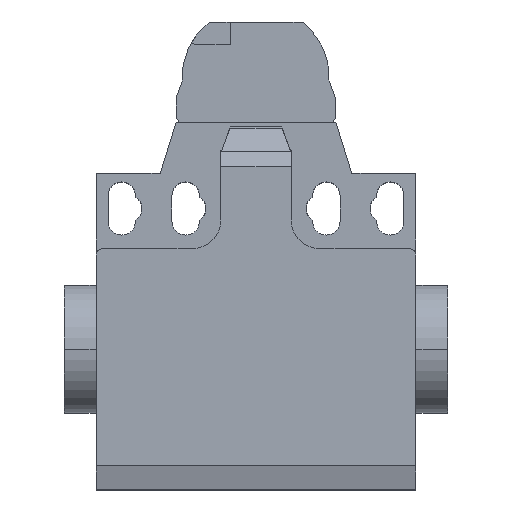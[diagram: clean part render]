
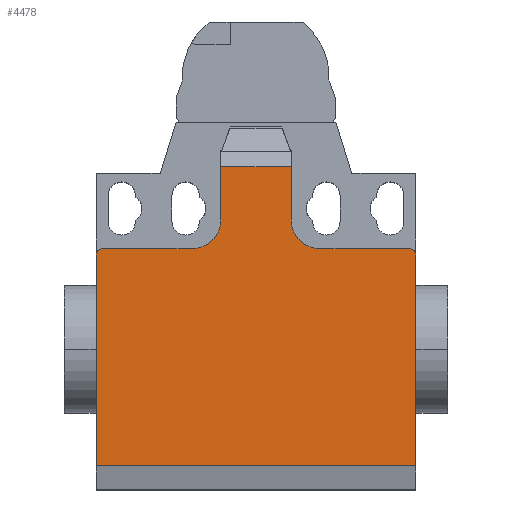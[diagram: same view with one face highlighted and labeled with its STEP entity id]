
A CAD part, top view. The second image highlights one B-rep face of the part: STEP entity #4478.
In plain terms, the highlighted planar face has unit normal (0, 0, 1).
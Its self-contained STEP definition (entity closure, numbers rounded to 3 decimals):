
#1432=CARTESIAN_POINT('',(50.,36.7,30.));
#1433=VERTEX_POINT('',#1432);
#1434=CARTESIAN_POINT('',(50.,4.9,30.0));
#1435=VERTEX_POINT('',#1434);
#1436=CARTESIAN_POINT('',(50.,36.7,30.));
#1437=DIRECTION('',(0.0,-1.0,0.0));
#1438=VECTOR('',#1437,31.8);
#1439=LINE('',#1436,#1438);
#1440=EDGE_CURVE('',#1433,#1435,#1439,.T.);
#1502=CARTESIAN_POINT('',(49.,37.7,30.));
#1503=VERTEX_POINT('',#1502);
#1510=CARTESIAN_POINT('',(49.,36.7,30.));
#1511=DIRECTION('',(0.0,0.0,1.0));
#1512=DIRECTION('',(0.0,-1.0,0.0));
#1513=AXIS2_PLACEMENT_3D('',#1510,#1511,#1512);
#1514=CIRCLE('',#1513,1.0);
#1515=EDGE_CURVE('',#1433,#1503,#1514,.T.);
#1656=CARTESIAN_POINT('',(35.,37.7,30.));
#1657=VERTEX_POINT('',#1656);
#1664=CARTESIAN_POINT('',(35.,37.7,30.));
#1665=DIRECTION('',(1.0,0.0,0.0));
#1666=VECTOR('',#1665,14.);
#1667=LINE('',#1664,#1666);
#1668=EDGE_CURVE('',#1657,#1503,#1667,.T.);
#1760=CARTESIAN_POINT('',(19.5,50.513,30.));
#1761=VERTEX_POINT('',#1760);
#1768=CARTESIAN_POINT('',(30.5,50.513,30.));
#1769=VERTEX_POINT('',#1768);
#1770=CARTESIAN_POINT('',(30.5,50.513,30.));
#1771=DIRECTION('',(-1.0,0.0,0.0));
#1772=VECTOR('',#1771,11.);
#1773=LINE('',#1770,#1772);
#1774=EDGE_CURVE('',#1769,#1761,#1773,.T.);
#1882=CARTESIAN_POINT('',(30.5,42.2,30.));
#1883=VERTEX_POINT('',#1882);
#1884=CARTESIAN_POINT('',(30.5,50.513,30.));
#1885=DIRECTION('',(0.0,-1.0,0.0));
#1886=VECTOR('',#1885,8.313);
#1887=LINE('',#1884,#1886);
#1888=EDGE_CURVE('',#1769,#1883,#1887,.T.);
#2009=CARTESIAN_POINT('',(35.,42.2,30.));
#2010=DIRECTION('',(0.0,0.0,1.0));
#2011=DIRECTION('',(-1.0,0.0,0.0));
#2012=AXIS2_PLACEMENT_3D('',#2009,#2010,#2011);
#2013=CIRCLE('',#2012,4.5);
#2014=EDGE_CURVE('',#1883,#1657,#2013,.T.);
#2075=CARTESIAN_POINT('',(15.,37.7,30.));
#2076=VERTEX_POINT('',#2075);
#2083=CARTESIAN_POINT('',(19.5,42.2,30.));
#2084=VERTEX_POINT('',#2083);
#2085=CARTESIAN_POINT('',(15.,42.2,30.));
#2086=DIRECTION('',(0.0,0.0,1.0));
#2087=DIRECTION('',(0.0,-1.0,0.0));
#2088=AXIS2_PLACEMENT_3D('',#2085,#2086,#2087);
#2089=CIRCLE('',#2088,4.5);
#2090=EDGE_CURVE('',#2076,#2084,#2089,.T.);
#2210=CARTESIAN_POINT('',(19.5,42.2,30.));
#2211=DIRECTION('',(0.0,1.0,0.0));
#2212=VECTOR('',#2211,8.313);
#2213=LINE('',#2210,#2212);
#2214=EDGE_CURVE('',#2084,#1761,#2213,.T.);
#3306=CARTESIAN_POINT('',(1.,37.7,30.));
#3307=VERTEX_POINT('',#3306);
#3314=CARTESIAN_POINT('',(15.,37.7,30.));
#3315=DIRECTION('',(-1.0,0.0,0.0));
#3316=VECTOR('',#3315,14.);
#3317=LINE('',#3314,#3316);
#3318=EDGE_CURVE('',#2076,#3307,#3317,.T.);
#3505=CARTESIAN_POINT('',(0.,36.7,30.));
#3506=VERTEX_POINT('',#3505);
#3507=CARTESIAN_POINT('',(0.0,4.9,30.0));
#3508=VERTEX_POINT('',#3507);
#3509=CARTESIAN_POINT('',(0.,36.7,30.));
#3510=DIRECTION('',(0.0,-1.0,0.0));
#3511=VECTOR('',#3510,31.8);
#3512=LINE('',#3509,#3511);
#3513=EDGE_CURVE('',#3506,#3508,#3512,.T.);
#3553=CARTESIAN_POINT('',(1.,36.7,30.));
#3554=DIRECTION('',(0.0,0.0,-1.0));
#3555=DIRECTION('',(0.0,-1.0,0.0));
#3556=AXIS2_PLACEMENT_3D('',#3553,#3554,#3555);
#3557=CIRCLE('',#3556,1.0);
#3558=EDGE_CURVE('',#3506,#3307,#3557,.T.);
#3948=CARTESIAN_POINT('',(0.0,3.732,30.0));
#3949=VERTEX_POINT('',#3948);
#3956=CARTESIAN_POINT('',(0.0,3.732,30.));
#3957=DIRECTION('',(0.0,1.0,0.0));
#3958=VECTOR('',#3957,1.168);
#3959=LINE('',#3956,#3958);
#3960=EDGE_CURVE('',#3949,#3508,#3959,.T.);
#4365=CARTESIAN_POINT('',(50.,3.732,30.0));
#4366=VERTEX_POINT('',#4365);
#4373=CARTESIAN_POINT('',(50.,3.732,30.));
#4374=DIRECTION('',(-1.0,0.0,0.0));
#4375=VECTOR('',#4374,50.);
#4376=LINE('',#4373,#4375);
#4377=EDGE_CURVE('',#4366,#3949,#4376,.T.);
#4452=CARTESIAN_POINT('',(26.1,17.782,30.));
#4453=DIRECTION('',(0.0,0.0,-1.0));
#4454=DIRECTION('',(0.0,-1.0,0.0));
#4455=AXIS2_PLACEMENT_3D('',#4452,#4453,#4454);
#4456=PLANE('',#4455);
#4457=ORIENTED_EDGE('',*,*,#4377,.F.);
#4458=CARTESIAN_POINT('',(50.,3.732,30.));
#4459=DIRECTION('',(0.0,1.0,0.0));
#4460=VECTOR('',#4459,1.168);
#4461=LINE('',#4458,#4460);
#4462=EDGE_CURVE('',#4366,#1435,#4461,.T.);
#4463=ORIENTED_EDGE('',*,*,#4462,.T.);
#4464=ORIENTED_EDGE('',*,*,#1440,.F.);
#4465=ORIENTED_EDGE('',*,*,#1515,.T.);
#4466=ORIENTED_EDGE('',*,*,#1668,.F.);
#4467=ORIENTED_EDGE('',*,*,#2014,.F.);
#4468=ORIENTED_EDGE('',*,*,#1888,.F.);
#4469=ORIENTED_EDGE('',*,*,#1774,.T.);
#4470=ORIENTED_EDGE('',*,*,#2214,.F.);
#4471=ORIENTED_EDGE('',*,*,#2090,.F.);
#4472=ORIENTED_EDGE('',*,*,#3318,.T.);
#4473=ORIENTED_EDGE('',*,*,#3558,.F.);
#4474=ORIENTED_EDGE('',*,*,#3513,.T.);
#4475=ORIENTED_EDGE('',*,*,#3960,.F.);
#4476=EDGE_LOOP('',(#4457,#4463,#4464,#4465,#4466,#4467,#4468,#4469,#4470,#4471,#4472,#4473,#4474,#4475));
#4477=FACE_OUTER_BOUND('',#4476,.T.);
#4478=ADVANCED_FACE('',(#4477),#4456,.F.);
